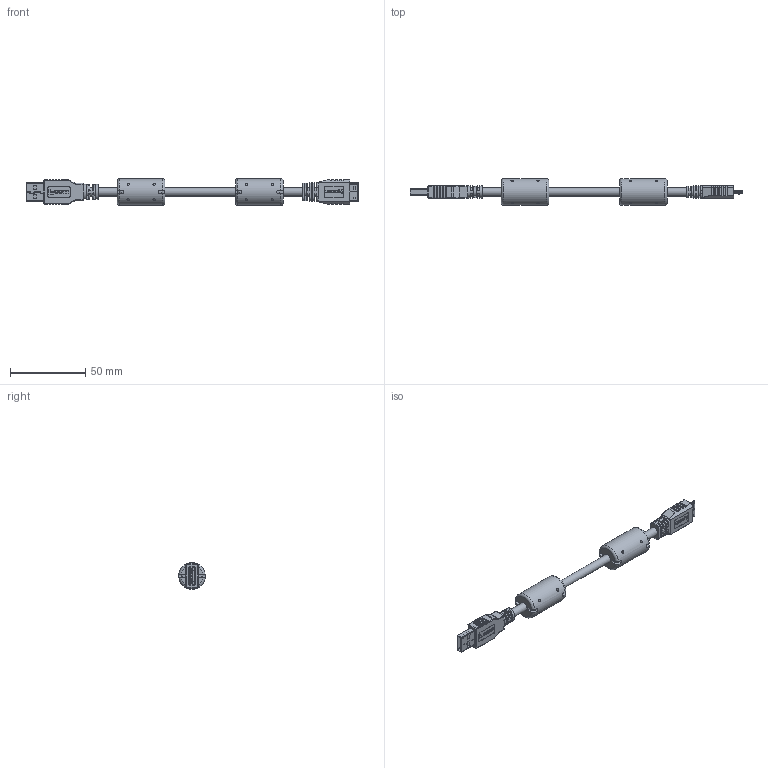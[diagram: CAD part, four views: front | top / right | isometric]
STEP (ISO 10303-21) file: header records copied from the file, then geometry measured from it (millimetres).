
FILE_DESCRIPTION (( 'STEP AP214' ), '1' );
FILE_NAME ('U3A00010.STEP', '2018-04-19T16:04:43', ( '' ), ( '' ), 'SwSTEP 2.0', 'SolidWorks 2017', '' );
FILE_SCHEMA (( 'AUTOMOTIVE_DESIGN' ));
Length unit declared in the file: inch
Products named in the file (22): MTN-592_NO CABLE; MTN-591; 1AA05-074_FOR MOLDED; 1AA05-074-MA4_NO CRIMPING S.R; 1AA05-074-MA3___; 1AA05-074-MA5; 1AA05-074-MA2___; 1AA05-074-MA1___; MTN-594_NO CABLE; 1AA05-046-MA2_Without Crimp; 1AA05-046-MA1; MTN-593; 1AA05-046-MA3; MTN-286_1AM07-032 FERRITE; 3AC08-027; 1AM07-048; 1AM07-032___; U3A00010; MTN-286___
Assembly tree (22 placements, depth 4):
  U3A00010
    3AC08-027
    MTN-594_NO CABLE
      MTN-593
        1AA05-046-MA3
        MTN-593
      1AA05-046-MA1
      1AA05-046-MA2_Without Crimp
      MTN-594_NO CABLE
    MTN-592_NO CABLE
      1AA05-074_FOR MOLDED
        1AA05-074-MA1___
        1AA05-074-MA2___
        1AA05-074-MA5
        1AA05-074-MA3___
        1AA05-074-MA4_NO CRIMPING S.R
      MTN-591
      MTN-592_NO CABLE
    MTN-286_1AM07-032 FERRITE  x2
      MTN-286___
      1AM07-032___
      1AM07-048
Bounding box: 220 x 17.7 x 17.64 mm (x, y, z)
Volume: 31125.9 mm3; surface area: 29456 mm2
Topology: 33 solids, 33 shells, 2947 faces, 7900 edges, 5080 vertices
Faces by surface type: plane 1940, cylinder 650, bspline 213, torus 90, cone 30, sphere 24
Full cylindrical faces by diameter (mm): 0.9 x4, 1.5 x16, 5.486 x1, 5.5 x4, 6 x4, 6.35 x2, 8 x2, 14.2 x6, 17.7 x2
Entity records: 104479 total; most frequent: CARTESIAN_POINT 26212, ORIENTED_EDGE 15344, DIRECTION 13793, EDGE_CURVE 7672, LINE 5721, VECTOR 5721, VERTEX_POINT 4969, AXIS2_PLACEMENT_3D 4036
